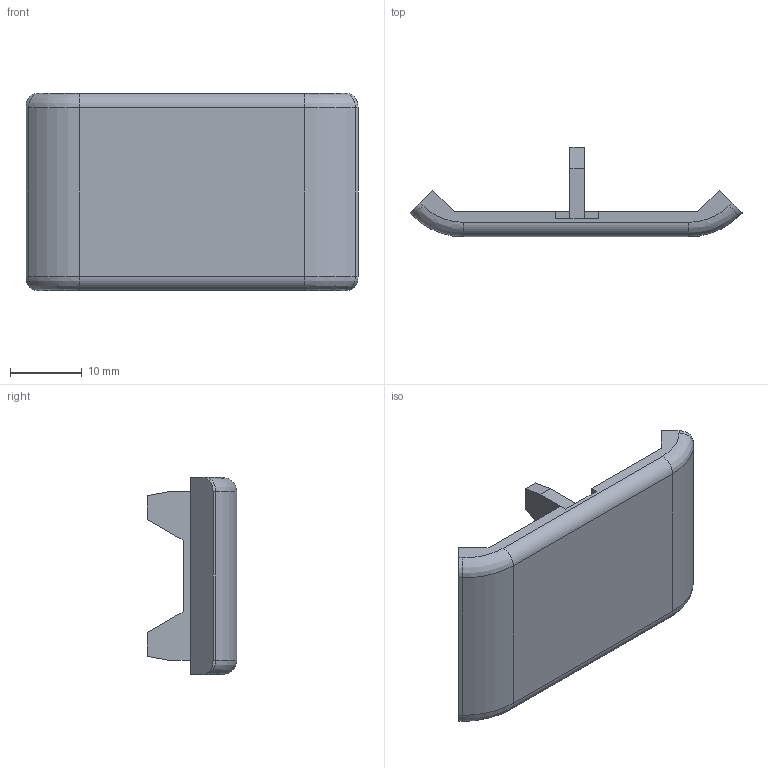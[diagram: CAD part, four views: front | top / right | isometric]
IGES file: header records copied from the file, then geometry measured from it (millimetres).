
Global section: file name: 302828Z.stp.ipt; native system: Autodesk Inventor 2014; preprocessor: unknown; author: zeman; date: 20151016.101630; units: millimetre
Bounding box: 46.34 x 12.5 x 27.5 mm (x, y, z)
Volume: 3826.5 mm3; surface area: 3541.6 mm2
Topology: 1 solids, 1 shells, 44 faces, 118 edges, 76 vertices
Faces by surface type: plane 32, cylinder 8, revolution 4
